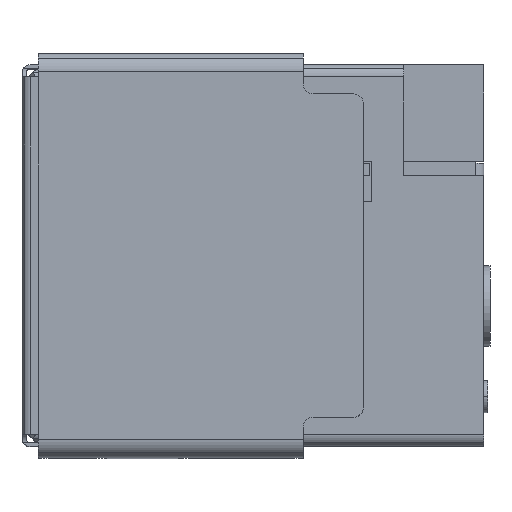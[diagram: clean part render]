
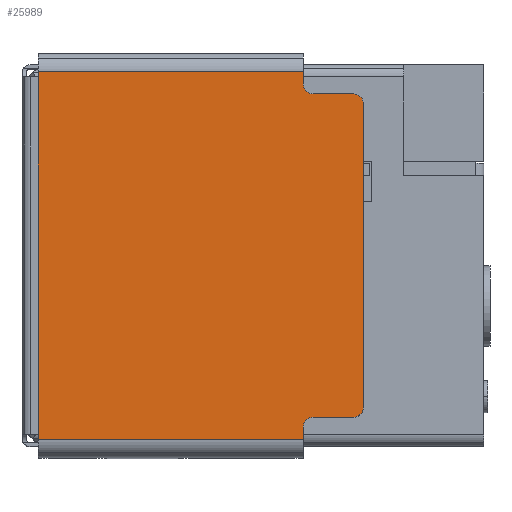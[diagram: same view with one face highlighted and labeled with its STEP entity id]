
A CAD part, top view. The second image highlights one B-rep face of the part: STEP entity #25989.
In plain terms, the highlighted planar face has unit normal (0, 0, 1).
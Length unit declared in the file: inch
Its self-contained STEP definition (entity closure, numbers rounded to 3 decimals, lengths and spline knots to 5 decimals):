
#164 = AXIS2_PLACEMENT_3D ( 'NONE', #6395, #633, #23946 ) ;
#633 = DIRECTION ( 'NONE',  ( 0., 0., 1. ) ) ;
#814 = VERTEX_POINT ( 'NONE', #22413 ) ;
#1344 = DIRECTION ( 'NONE',  ( 0., 1., 0. ) ) ;
#1738 = ORIENTED_EDGE ( 'NONE', *, *, #28005, .T. ) ;
#2618 = DIRECTION ( 'NONE',  ( 0., 0., 1. ) ) ;
#4824 = DIRECTION ( 'NONE',  ( -1., 0., 0. ) ) ;
#5950 = ORIENTED_EDGE ( 'NONE', *, *, #31379, .F. ) ;
#6012 = LINE ( 'NONE', #26225, #7077 ) ;
#6102 = VERTEX_POINT ( 'NONE', #19086 ) ;
#6185 = EDGE_CURVE ( 'NONE', #6102, #12993, #30805, .T. ) ;
#6395 = CARTESIAN_POINT ( 'NONE',  ( 0.46793, -0.01019, 0.07695 ) ) ;
#7077 = VECTOR ( 'NONE', #28872, 39.37008 ) ;
#7499 = EDGE_CURVE ( 'NONE', #23004, #12911, #6012, .T. ) ;
#7734 = CARTESIAN_POINT ( 'NONE',  ( 0.19825, -0.022, 0.07695 ) ) ;
#8091 = DIRECTION ( 'NONE',  ( -1., 0., 0. ) ) ;
#8124 = EDGE_CURVE ( 'NONE', #12911, #28165, #20958, .T. ) ;
#8197 = CIRCLE ( 'NONE', #29839, 0.00984 ) ;
#8227 = ORIENTED_EDGE ( 'NONE', *, *, #15972, .T. ) ;
#9428 = VECTOR ( 'NONE', #27854, 39.37008 ) ;
#9894 = VECTOR ( 'NONE', #1344, 39.37008 ) ;
#9911 = EDGE_CURVE ( 'NONE', #29303, #21860, #10149, .T. ) ;
#10149 = LINE ( 'NONE', #30498, #9428 ) ;
#10367 = PLANE ( 'NONE',  #20017 ) ;
#10377 = EDGE_CURVE ( 'NONE', #12739, #22960, #30391, .T. ) ;
#10845 = DIRECTION ( 'NONE',  ( 0., 0., 1. ) ) ;
#11624 = ORIENTED_EDGE ( 'NONE', *, *, #8124, .T. ) ;
#12452 = LINE ( 'NONE', #32672, #20224 ) ;
#12677 = VECTOR ( 'NONE', #4824, 39.37008 ) ;
#12739 = VERTEX_POINT ( 'NONE', #25463 ) ;
#12772 = DIRECTION ( 'NONE',  ( -1., 0., 0. ) ) ;
#12911 = VERTEX_POINT ( 'NONE', #17325 ) ;
#12993 = VERTEX_POINT ( 'NONE', #15000 ) ;
#13188 = FACE_OUTER_BOUND ( 'NONE', #20310, .T. ) ;
#13189 = VERTEX_POINT ( 'NONE', #18086 ) ;
#13366 = CARTESIAN_POINT ( 'NONE',  ( 0.51715, 0.30674, 0.07695 ) ) ;
#13979 = EDGE_CURVE ( 'NONE', #23004, #12993, #8197, .T. ) ;
#14616 = DIRECTION ( 'NONE',  ( 0., 0., -1. ) ) ;
#15000 = CARTESIAN_POINT ( 'NONE',  ( 0.46793, 0.31658, 0.07695 ) ) ;
#15212 = ORIENTED_EDGE ( 'NONE', *, *, #18291, .F. ) ;
#15656 = CARTESIAN_POINT ( 'NONE',  ( 0.45809, 0.34611, 0.07695 ) ) ;
#15706 = VECTOR ( 'NONE', #28485, 39.37008 ) ;
#15972 = EDGE_CURVE ( 'NONE', #814, #29616, #31522, .T. ) ;
#16877 = ORIENTED_EDGE ( 'NONE', *, *, #23356, .F. ) ;
#17092 = CARTESIAN_POINT ( 'NONE',  ( 0.51715, 0.00949, 0.07695 ) ) ;
#17325 = CARTESIAN_POINT ( 'NONE',  ( 0.45809, 0.33823, 0.07695 ) ) ;
#17812 = DIRECTION ( 'NONE',  ( 1., 0., 0. ) ) ;
#17952 = AXIS2_PLACEMENT_3D ( 'NONE', #19408, #14616, #29834 ) ;
#18086 = CARTESIAN_POINT ( 'NONE',  ( 0.45809, -0.01019, 0.07695 ) ) ;
#18291 = EDGE_CURVE ( 'NONE', #29303, #13189, #22333, .T. ) ;
#18974 = ORIENTED_EDGE ( 'NONE', *, *, #7499, .T. ) ;
#19086 = CARTESIAN_POINT ( 'NONE',  ( 0.5073, 0.31658, 0.07695 ) ) ;
#19408 = CARTESIAN_POINT ( 'NONE',  ( 0.5073, 0.00949, 0.07695 ) ) ;
#19885 = CARTESIAN_POINT ( 'NONE',  ( 0.5073, 0.31658, 0.07695 ) ) ;
#20017 = AXIS2_PLACEMENT_3D ( 'NONE', #15656, #10845, #23239 ) ;
#20208 = DIRECTION ( 'NONE',  ( 0., -1., 0. ) ) ;
#20224 = VECTOR ( 'NONE', #20208, 39.37008 ) ;
#20310 = EDGE_LOOP ( 'NONE', ( #32150, #15212, #31263, #16877, #8227, #5950, #30296, #21502, #18974, #11624, #1738, #30023 ) ) ;
#20867 = VECTOR ( 'NONE', #8091, 39.37008 ) ;
#20958 = LINE ( 'NONE', #28739, #20867 ) ;
#21090 = EDGE_CURVE ( 'NONE', #22960, #13189, #23157, .T. ) ;
#21502 = ORIENTED_EDGE ( 'NONE', *, *, #13979, .F. ) ;
#21860 = VERTEX_POINT ( 'NONE', #26995 ) ;
#22275 = CARTESIAN_POINT ( 'NONE',  ( 0.45809, 0.32642, 0.07695 ) ) ;
#22333 = CIRCLE ( 'NONE', #164, 0.00984 ) ;
#22413 = CARTESIAN_POINT ( 'NONE',  ( 0.51715, 0.00949, 0.07695 ) ) ;
#22441 = CARTESIAN_POINT ( 'NONE',  ( 0.45809, -0.022, 0.07695 ) ) ;
#22656 = CARTESIAN_POINT ( 'NONE',  ( 0.45809, -0.022, 0.07695 ) ) ;
#22960 = VERTEX_POINT ( 'NONE', #22441 ) ;
#23004 = VERTEX_POINT ( 'NONE', #22275 ) ;
#23157 = LINE ( 'NONE', #22656, #15706 ) ;
#23239 = DIRECTION ( 'NONE',  ( 1., 0., 0. ) ) ;
#23356 = EDGE_CURVE ( 'NONE', #814, #21860, #32244, .T. ) ;
#23946 = DIRECTION ( 'NONE',  ( 0., 1., 0. ) ) ;
#25034 = CARTESIAN_POINT ( 'NONE',  ( 0.5073, 0.30674, 0.07695 ) ) ;
#25463 = CARTESIAN_POINT ( 'NONE',  ( 0.19825, -0.022, 0.07695 ) ) ;
#25989 = ADVANCED_FACE ( 'NONE', ( #13188 ), #10367, .T. ) ;
#26186 = DIRECTION ( 'NONE',  ( 0., 1., 0. ) ) ;
#26225 = CARTESIAN_POINT ( 'NONE',  ( 0.45809, 0.32642, 0.07695 ) ) ;
#26995 = CARTESIAN_POINT ( 'NONE',  ( 0.5073, -0.00035, 0.07695 ) ) ;
#27303 = CARTESIAN_POINT ( 'NONE',  ( 0.46793, -0.00035, 0.07695 ) ) ;
#27854 = DIRECTION ( 'NONE',  ( 1., 0., 0. ) ) ;
#28005 = EDGE_CURVE ( 'NONE', #28165, #12739, #12452, .T. ) ;
#28165 = VERTEX_POINT ( 'NONE', #30588 ) ;
#28485 = DIRECTION ( 'NONE',  ( 0., 1., 0. ) ) ;
#28691 = DIRECTION ( 'NONE',  ( 0., 0., -1. ) ) ;
#28739 = CARTESIAN_POINT ( 'NONE',  ( 0.45809, 0.33823, 0.07695 ) ) ;
#28872 = DIRECTION ( 'NONE',  ( 0., 1., 0. ) ) ;
#29006 = CIRCLE ( 'NONE', #29521, 0.00984 ) ;
#29303 = VERTEX_POINT ( 'NONE', #27303 ) ;
#29521 = AXIS2_PLACEMENT_3D ( 'NONE', #25034, #28691, #26186 ) ;
#29616 = VERTEX_POINT ( 'NONE', #13366 ) ;
#29834 = DIRECTION ( 'NONE',  ( 1., 0., 0. ) ) ;
#29839 = AXIS2_PLACEMENT_3D ( 'NONE', #30292, #2618, #12772 ) ;
#30023 = ORIENTED_EDGE ( 'NONE', *, *, #10377, .T. ) ;
#30292 = CARTESIAN_POINT ( 'NONE',  ( 0.46793, 0.32642, 0.07695 ) ) ;
#30296 = ORIENTED_EDGE ( 'NONE', *, *, #6185, .T. ) ;
#30391 = LINE ( 'NONE', #7734, #32225 ) ;
#30498 = CARTESIAN_POINT ( 'NONE',  ( 0.46793, -0.00035, 0.07695 ) ) ;
#30588 = CARTESIAN_POINT ( 'NONE',  ( 0.19825, 0.33823, 0.07695 ) ) ;
#30805 = LINE ( 'NONE', #19885, #12677 ) ;
#31263 = ORIENTED_EDGE ( 'NONE', *, *, #9911, .T. ) ;
#31379 = EDGE_CURVE ( 'NONE', #6102, #29616, #29006, .T. ) ;
#31522 = LINE ( 'NONE', #17092, #9894 ) ;
#32150 = ORIENTED_EDGE ( 'NONE', *, *, #21090, .T. ) ;
#32225 = VECTOR ( 'NONE', #17812, 39.37008 ) ;
#32244 = CIRCLE ( 'NONE', #17952, 0.00984 ) ;
#32672 = CARTESIAN_POINT ( 'NONE',  ( 0.19825, 0.33823, 0.07695 ) ) ;
